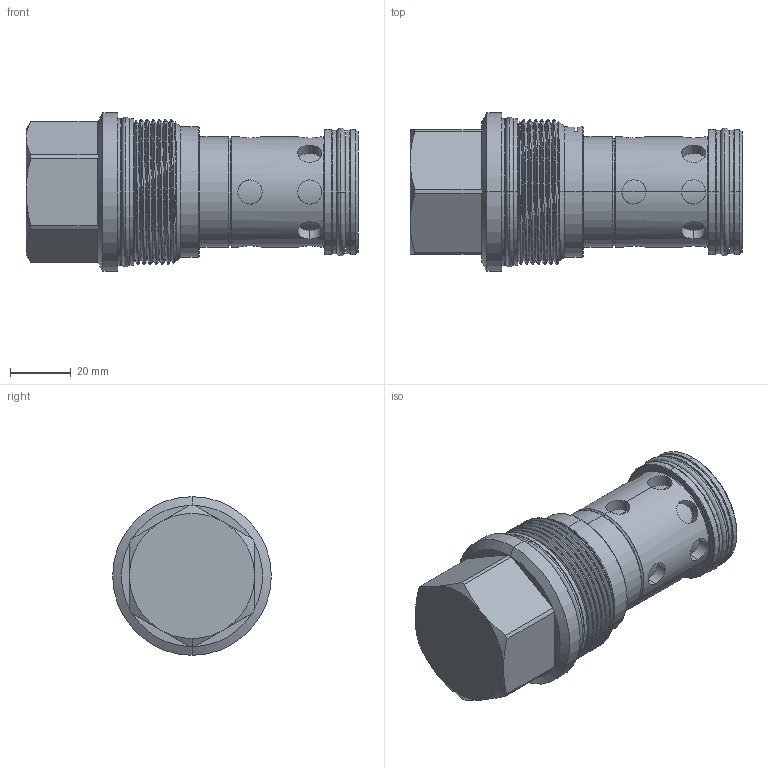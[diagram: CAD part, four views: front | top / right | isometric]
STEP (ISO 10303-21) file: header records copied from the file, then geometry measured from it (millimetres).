
FILE_DESCRIPTION (( 'STEP AP203' ), '1' );
FILE_NAME ('CV18A20-N.STEP', '2020-03-03T00:44:03', ( '' ), ( '' ), 'SwSTEP 2.0', 'SolidWorks 2018', '' );
FILE_SCHEMA (( 'CONFIG_CONTROL_DESIGN' ));
Length unit declared in the file: millimetre
Products named in the file (1): CV18A20-N
Bounding box: 109.6 x 52.37 x 52.37 mm (x, y, z)
Volume: 144692.3 mm3; surface area: 27559 mm2
Topology: 5 solids, 5 shells, 187 faces, 429 edges, 267 vertices
Faces by surface type: cylinder 97, plane 32, torus 28, cone 25, bspline 3, sphere 2
Entity records: 8425 total; most frequent: CARTESIAN_POINT 4251, DIRECTION 854, ORIENTED_EDGE 854, EDGE_CURVE 427, AXIS2_PLACEMENT_3D 364, VERTEX_POINT 267, EDGE_LOOP 212, FACE_OUTER_BOUND 187
